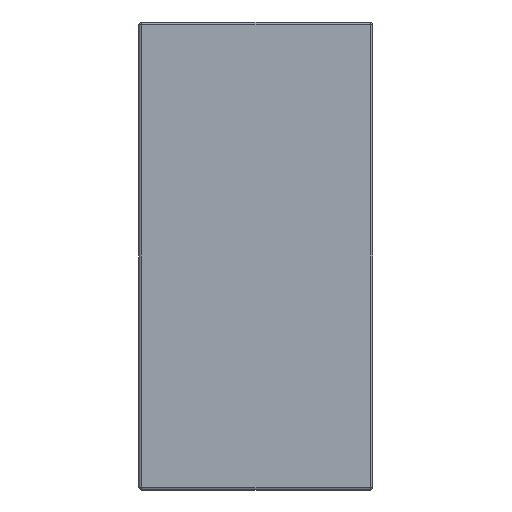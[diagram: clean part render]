
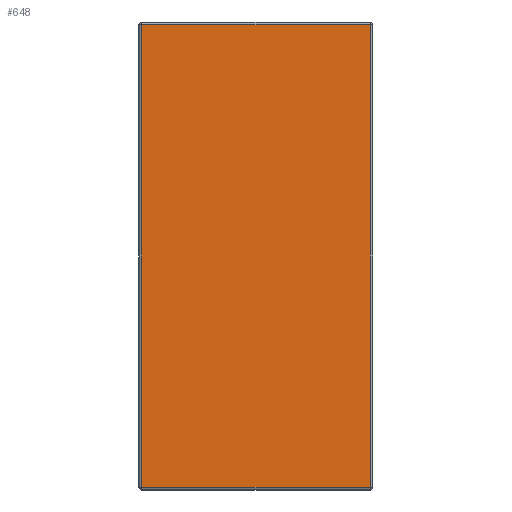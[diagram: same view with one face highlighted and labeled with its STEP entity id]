
A CAD part, left-side view. The second image highlights one B-rep face of the part: STEP entity #648.
In plain terms, the highlighted planar face has unit normal (-1, 0, 0).
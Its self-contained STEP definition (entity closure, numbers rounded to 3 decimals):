
#8 = CARTESIAN_POINT ( 'NONE',  ( 0., 0.79, -1.59 ) ) ;
#150 = LINE ( 'NONE', #322, #1073 ) ;
#244 = CARTESIAN_POINT ( 'NONE',  ( 0., 0.01, -1.59 ) ) ;
#295 = CARTESIAN_POINT ( 'NONE',  ( 0., 0.8, 0. ) ) ;
#322 = CARTESIAN_POINT ( 'NONE',  ( 0., 0.01, 0. ) ) ;
#331 = VERTEX_POINT ( 'NONE', #1517 ) ;
#332 = CARTESIAN_POINT ( 'NONE',  ( 0., 0.79, -0.01 ) ) ;
#383 = AXIS2_PLACEMENT_3D ( 'NONE', #295, #1373, #440 ) ;
#423 = EDGE_CURVE ( 'NONE', #917, #1141, #622, .T. ) ;
#440 = DIRECTION ( 'NONE',  ( 0., 0., -1. ) ) ;
#495 = VECTOR ( 'NONE', #587, 1000. ) ;
#587 = DIRECTION ( 'NONE',  ( 0., 1., 0. ) ) ;
#622 = LINE ( 'NONE', #1448, #978 ) ;
#630 = VERTEX_POINT ( 'NONE', #244 ) ;
#631 = EDGE_CURVE ( 'NONE', #1141, #331, #874, .T. ) ;
#648 = ADVANCED_FACE ( 'NONE', ( #953 ), #1705, .F. ) ;
#742 = CARTESIAN_POINT ( 'NONE',  ( 0., 0.8, -0.01 ) ) ;
#874 = LINE ( 'NONE', #742, #1667 ) ;
#876 = ORIENTED_EDGE ( 'NONE', *, *, #1181, .F. ) ;
#917 = VERTEX_POINT ( 'NONE', #8 ) ;
#953 = FACE_OUTER_BOUND ( 'NONE', #1626, .T. ) ;
#976 = DIRECTION ( 'NONE',  ( 0., 0., 1. ) ) ;
#978 = VECTOR ( 'NONE', #976, 1000. ) ;
#1039 = CARTESIAN_POINT ( 'NONE',  ( 0., 0.8, -1.59 ) ) ;
#1063 = ORIENTED_EDGE ( 'NONE', *, *, #1908, .F. ) ;
#1073 = VECTOR ( 'NONE', #1708, 1000. ) ;
#1141 = VERTEX_POINT ( 'NONE', #332 ) ;
#1181 = EDGE_CURVE ( 'NONE', #331, #630, #150, .T. ) ;
#1235 = DIRECTION ( 'NONE',  ( 0., -1., 0. ) ) ;
#1373 = DIRECTION ( 'NONE',  ( 1., 0., 0. ) ) ;
#1448 = CARTESIAN_POINT ( 'NONE',  ( 0., 0.79, -1.6 ) ) ;
#1517 = CARTESIAN_POINT ( 'NONE',  ( 0., 0.01, -0.01 ) ) ;
#1525 = ORIENTED_EDGE ( 'NONE', *, *, #631, .F. ) ;
#1578 = LINE ( 'NONE', #1039, #495 ) ;
#1626 = EDGE_LOOP ( 'NONE', ( #876, #1525, #1769, #1063 ) ) ;
#1667 = VECTOR ( 'NONE', #1235, 1000. ) ;
#1705 = PLANE ( 'NONE',  #383 ) ;
#1708 = DIRECTION ( 'NONE',  ( 0., 0., -1. ) ) ;
#1769 = ORIENTED_EDGE ( 'NONE', *, *, #423, .F. ) ;
#1908 = EDGE_CURVE ( 'NONE', #630, #917, #1578, .T. ) ;
